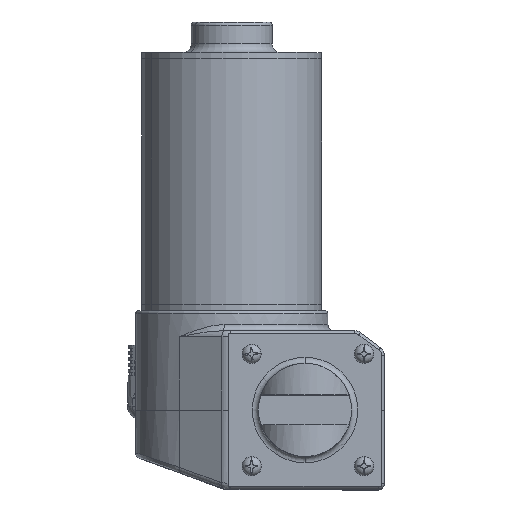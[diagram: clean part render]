
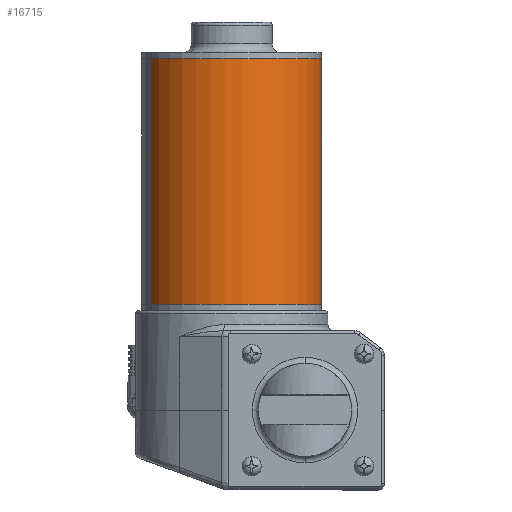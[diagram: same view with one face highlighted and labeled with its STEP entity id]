
A CAD part, top view. The second image highlights one B-rep face of the part: STEP entity #16715.
In plain terms, the highlighted cylindrical face has radius 29.5 mm (diameter 59 mm), a partial arc.
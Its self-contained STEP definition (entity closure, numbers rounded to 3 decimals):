
#1446 = EDGE_CURVE ( 'NONE', #27896, #11128, #3291, .T. ) ;
#1455 = CARTESIAN_POINT ( 'NONE',  ( -29.5, 0., 80.5 ) ) ;
#1580 = AXIS2_PLACEMENT_3D ( 'NONE', #10095, #26911, #12523 ) ;
#1670 = EDGE_CURVE ( 'NONE', #19608, #9303, #29977, .T. ) ;
#3291 = LINE ( 'NONE', #18898, #21006 ) ;
#3976 = DIRECTION ( 'NONE',  ( 0., 0., 1. ) ) ;
#6315 = DIRECTION ( 'NONE',  ( 0., 0., -1. ) ) ;
#8290 = CARTESIAN_POINT ( 'NONE',  ( -29.5, 0., 80.5 ) ) ;
#9001 = ORIENTED_EDGE ( 'NONE', *, *, #29005, .T. ) ;
#9186 = FACE_OUTER_BOUND ( 'NONE', #20768, .T. ) ;
#9195 = DIRECTION ( 'NONE',  ( 0., 0., -1. ) ) ;
#9303 = VERTEX_POINT ( 'NONE', #16200 ) ;
#10081 = ORIENTED_EDGE ( 'NONE', *, *, #27015, .F. ) ;
#10095 = CARTESIAN_POINT ( 'NONE',  ( 0., 0., 0. ) ) ;
#10722 = CIRCLE ( 'NONE', #1580, 29.5 ) ;
#11128 = VERTEX_POINT ( 'NONE', #29300 ) ;
#11295 = DIRECTION ( 'NONE',  ( 0., 0., -1. ) ) ;
#11821 = ORIENTED_EDGE ( 'NONE', *, *, #1446, .T. ) ;
#11992 = AXIS2_PLACEMENT_3D ( 'NONE', #20996, #11295, #25685 ) ;
#12523 = DIRECTION ( 'NONE',  ( 1., 0., 0. ) ) ;
#14995 = CARTESIAN_POINT ( 'NONE',  ( 29.5, 0., 80.5 ) ) ;
#16200 = CARTESIAN_POINT ( 'NONE',  ( -29.5, 0., 0. ) ) ;
#16715 = ADVANCED_FACE ( 'NONE', ( #9186 ), #21260, .T. ) ;
#17990 = CIRCLE ( 'NONE', #24048, 29.5 ) ;
#18432 = CARTESIAN_POINT ( 'NONE',  ( 0., 0., 80.5 ) ) ;
#18898 = CARTESIAN_POINT ( 'NONE',  ( 29.5, 0., 80.5 ) ) ;
#19608 = VERTEX_POINT ( 'NONE', #1455 ) ;
#20768 = EDGE_LOOP ( 'NONE', ( #10081, #11821, #9001, #26178 ) ) ;
#20850 = DIRECTION ( 'NONE',  ( 1., 0., 0. ) ) ;
#20996 = CARTESIAN_POINT ( 'NONE',  ( 0., 0., 80.5 ) ) ;
#21006 = VECTOR ( 'NONE', #9195, 1000. ) ;
#21260 = CYLINDRICAL_SURFACE ( 'NONE', #11992, 29.5 ) ;
#24048 = AXIS2_PLACEMENT_3D ( 'NONE', #18432, #3976, #20850 ) ;
#25685 = DIRECTION ( 'NONE',  ( -1., 0., 0. ) ) ;
#26178 = ORIENTED_EDGE ( 'NONE', *, *, #1670, .F. ) ;
#26911 = DIRECTION ( 'NONE',  ( 0., 0., 1. ) ) ;
#27015 = EDGE_CURVE ( 'NONE', #27896, #19608, #17990, .T. ) ;
#27896 = VERTEX_POINT ( 'NONE', #14995 ) ;
#29005 = EDGE_CURVE ( 'NONE', #11128, #9303, #10722, .T. ) ;
#29227 = VECTOR ( 'NONE', #6315, 1000. ) ;
#29300 = CARTESIAN_POINT ( 'NONE',  ( 29.5, 0., 0. ) ) ;
#29977 = LINE ( 'NONE', #8290, #29227 ) ;
